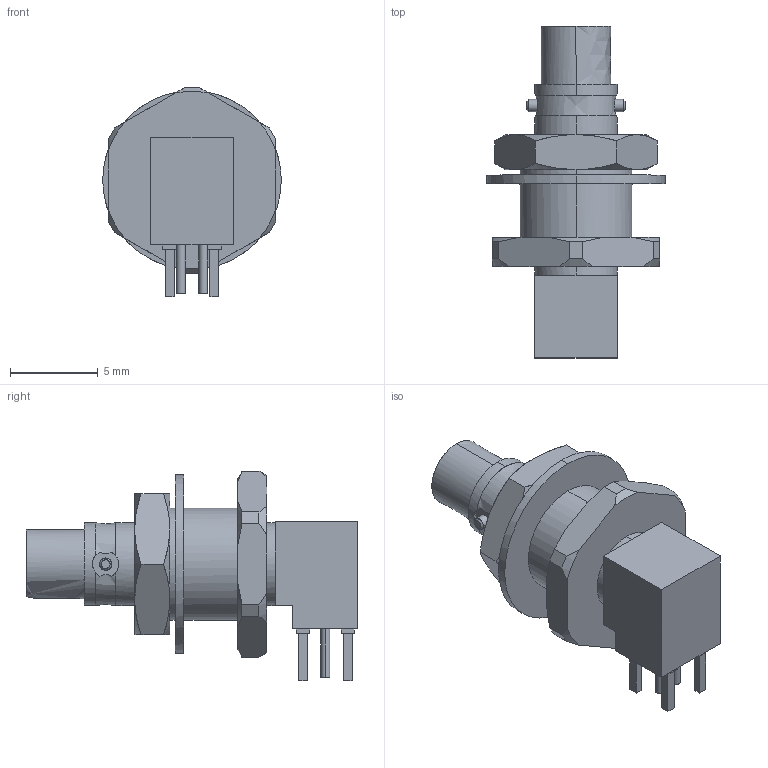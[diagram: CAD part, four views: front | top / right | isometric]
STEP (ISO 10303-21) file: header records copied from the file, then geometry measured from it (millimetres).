
FILE_DESCRIPTION(/* description */ (''),/* implementation_level */ '2;1');
FILE_NAME(/* name */ 'CJT-T-~2',/* time_stamp */ '2021-03-05T14:40:03+01:00',/* author */ (''),/* organization */ (''),/* preprocessor_version */ 'ST-DEVELOPER v15',/* originating_system */ '',/* authorisation */ '');
FILE_SCHEMA (('AUTOMOTIVE_DESIGN'));
Length unit declared in the file: millimetre
Products named in the file (2): Document; Bloc 05
Assembly tree (1 placements, depth 2):
  Document
    Bloc 05
Bounding box: 10.15 x 18.86 x 11.92 mm (x, y, z)
Surface area: 786.1 mm2 (no closed solid volume)
Topology: 0 solids, 144 shells, 163 faces, 782 edges, 742 vertices
Faces by surface type: bspline 82, plane 81
Entity records: 10266 total; most frequent: CARTESIAN_POINT 5015, ORIENTED_EDGE 816, EDGE_CURVE 778, VERTEX_POINT 742, B_SPLINE_CURVE_WITH_KNOTS 516, EDGE_LOOP 181, ADVANCED_FACE 163, FACE_OUTER_BOUND 163
